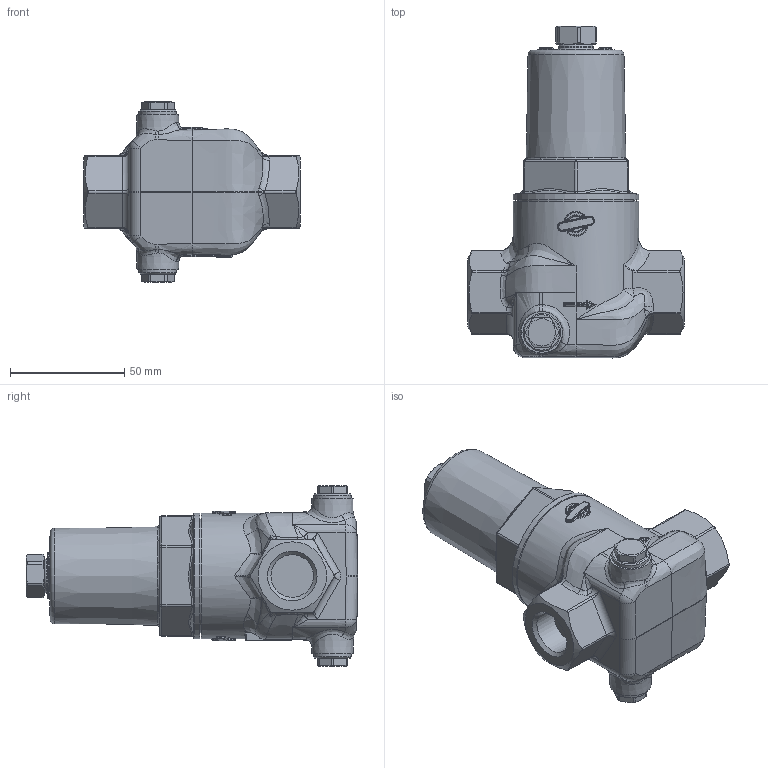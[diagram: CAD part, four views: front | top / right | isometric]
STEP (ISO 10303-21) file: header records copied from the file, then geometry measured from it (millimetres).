
FILE_DESCRIPTION(/* description */ (''),/* implementation_level */ '2;1');
FILE_NAME(/* name */ '073202-000A0_step.stp',/* time_stamp */ '2022-02-15T09:11:26+01:00',/* author */ ('gninka'),/* organization */ (''),/* preprocessor_version */ 'ST-DEVELOPER v18.1',/* originating_system */ 'Autodesk Inventor 2021',/* authorisation */ '');
FILE_SCHEMA (('AUTOMOTIVE_DESIGN { 1 0 10303 214 3 1 1 }'));
Length unit declared in the file: millimetre
Products named in the file (1): 073202-000A0_step
Bounding box: 95 x 145.57 x 79 mm (x, y, z)
Volume: 322995.5 mm3; surface area: 35994 mm2
Topology: 1 solids, 1 shells, 823 faces, 2119 edges, 1306 vertices
Faces by surface type: bspline 415, plane 176, cylinder 131, sphere 38, cone 34, torus 29
Full cylindrical faces by diameter (mm): 2 x1, 10 x1, 10.2 x1, 15 x1, 16.5 x2, 18.7 x2, 50 x1, 55 x2
Entity records: 41100 total; most frequent: CARTESIAN_POINT 24384, ORIENTED_EDGE 4196, DIRECTION 2318, EDGE_CURVE 2098, VERTEX_POINT 1306, B_SPLINE_CURVE_WITH_KNOTS 1098, AXIS2_PLACEMENT_3D 961, EDGE_LOOP 852
